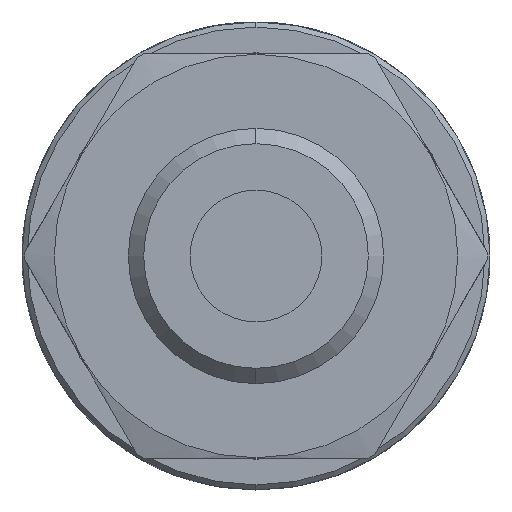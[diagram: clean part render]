
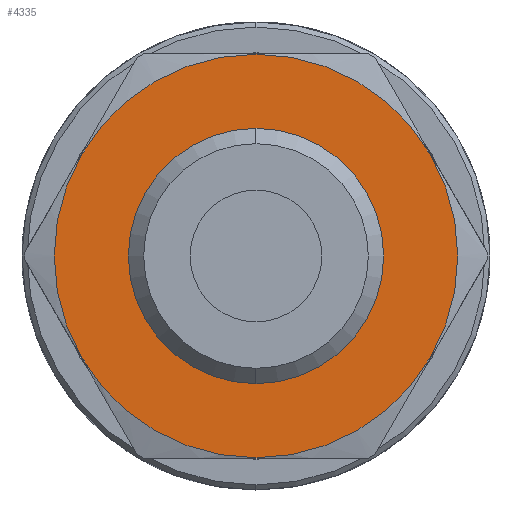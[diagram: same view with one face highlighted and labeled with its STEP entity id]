
A CAD part, left-side view. The second image highlights one B-rep face of the part: STEP entity #4335.
In plain terms, the highlighted planar face has unit normal (-1, 0, 0).
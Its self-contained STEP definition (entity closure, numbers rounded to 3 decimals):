
#14 = DIRECTION ( 'NONE',  ( -1., 0., 0. ) ) ;
#197 = CARTESIAN_POINT ( 'NONE',  ( 16.725, 147.997, -9.144 ) ) ;
#340 = EDGE_LOOP ( 'NONE', ( #4350, #5540 ) ) ;
#353 = CIRCLE ( 'NONE', #7840, 9.144 ) ;
#576 = EDGE_CURVE ( 'NONE', #2959, #2782, #2853, .T. ) ;
#2002 = CARTESIAN_POINT ( 'NONE',  ( 16.725, 0., 0. ) ) ;
#2488 = AXIS2_PLACEMENT_3D ( 'NONE', #8407, #4826, #7475 ) ;
#2782 = VERTEX_POINT ( 'NONE', #5948 ) ;
#2853 = CIRCLE ( 'NONE', #9250, 15.056 ) ;
#2898 = AXIS2_PLACEMENT_3D ( 'NONE', #10803, #5494, #3629 ) ;
#2915 = PLANE ( 'NONE',  #8753 ) ;
#2959 = VERTEX_POINT ( 'NONE', #5243 ) ;
#3405 = EDGE_LOOP ( 'NONE', ( #9679, #5824 ) ) ;
#3629 = DIRECTION ( 'NONE',  ( 0., 0., 1. ) ) ;
#3956 = FACE_BOUND ( 'NONE', #3405, .T. ) ;
#4125 = DIRECTION ( 'NONE',  ( 0., 0., 1. ) ) ;
#4172 = CIRCLE ( 'NONE', #2488, 9.144 ) ;
#4335 = ADVANCED_FACE ( 'NONE', ( #5464, #3956 ), #2915, .T. ) ;
#4350 = ORIENTED_EDGE ( 'NONE', *, *, #576, .T. ) ;
#4610 = DIRECTION ( 'NONE',  ( -1., 0., 0. ) ) ;
#4826 = DIRECTION ( 'NONE',  ( -1., 0., 0. ) ) ;
#4929 = CARTESIAN_POINT ( 'NONE',  ( 16.725, 147.997, 9.144 ) ) ;
#5243 = CARTESIAN_POINT ( 'NONE',  ( 16.725, 147.997, -15.056 ) ) ;
#5286 = VERTEX_POINT ( 'NONE', #4929 ) ;
#5464 = FACE_OUTER_BOUND ( 'NONE', #340, .T. ) ;
#5494 = DIRECTION ( 'NONE',  ( -1., 0., 0. ) ) ;
#5508 = DIRECTION ( 'NONE',  ( 0., 0., 1. ) ) ;
#5540 = ORIENTED_EDGE ( 'NONE', *, *, #6960, .T. ) ;
#5824 = ORIENTED_EDGE ( 'NONE', *, *, #9716, .F. ) ;
#5944 = DIRECTION ( 'NONE',  ( -1., 0., 0. ) ) ;
#5948 = CARTESIAN_POINT ( 'NONE',  ( 16.725, 147.997, 15.056 ) ) ;
#6769 = VERTEX_POINT ( 'NONE', #197 ) ;
#6960 = EDGE_CURVE ( 'NONE', #2782, #2959, #9221, .T. ) ;
#7014 = DIRECTION ( 'NONE',  ( 0., 0., 1. ) ) ;
#7475 = DIRECTION ( 'NONE',  ( 0., 0., 1. ) ) ;
#7840 = AXIS2_PLACEMENT_3D ( 'NONE', #10579, #14, #7014 ) ;
#8407 = CARTESIAN_POINT ( 'NONE',  ( 16.725, 147.997, 0. ) ) ;
#8471 = EDGE_CURVE ( 'NONE', #5286, #6769, #4172, .T. ) ;
#8508 = CARTESIAN_POINT ( 'NONE',  ( 16.725, 147.997, 0. ) ) ;
#8753 = AXIS2_PLACEMENT_3D ( 'NONE', #2002, #4610, #5508 ) ;
#9221 = CIRCLE ( 'NONE', #2898, 15.056 ) ;
#9250 = AXIS2_PLACEMENT_3D ( 'NONE', #8508, #5944, #4125 ) ;
#9679 = ORIENTED_EDGE ( 'NONE', *, *, #8471, .F. ) ;
#9716 = EDGE_CURVE ( 'NONE', #6769, #5286, #353, .T. ) ;
#10579 = CARTESIAN_POINT ( 'NONE',  ( 16.725, 147.997, 0. ) ) ;
#10803 = CARTESIAN_POINT ( 'NONE',  ( 16.725, 147.997, 0. ) ) ;
